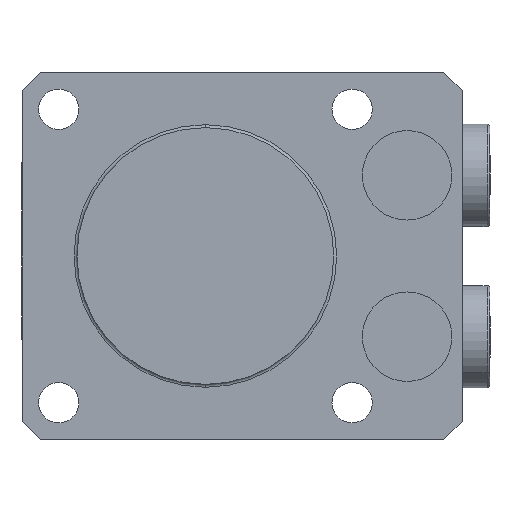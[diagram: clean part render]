
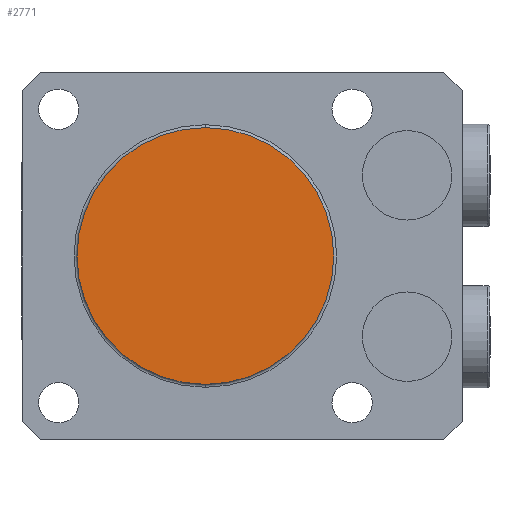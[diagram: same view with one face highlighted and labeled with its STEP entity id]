
A CAD part, front view. The second image highlights one B-rep face of the part: STEP entity #2771.
In plain terms, the highlighted planar face has unit normal (0, -1, 0).
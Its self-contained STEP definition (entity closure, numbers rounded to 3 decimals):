
#2340 = VERTEX_POINT ( 'NONE', #5238 ) ;
#2342 = EDGE_CURVE ( 'NONE', #2343, #2340, #5237, .T. ) ;
#2343 = VERTEX_POINT ( 'NONE', #5232 ) ;
#2685 = EDGE_LOOP ( 'NONE', ( #2686, #2687 ) ) ;
#2686 = ORIENTED_EDGE ( 'NONE', *, *, #2342, .T. ) ;
#2687 = ORIENTED_EDGE ( 'NONE', *, *, #2770, .T. ) ;
#2770 = EDGE_CURVE ( 'NONE', #2340, #2343, #6131, .T. ) ;
#2771 = ADVANCED_FACE ( 'NONE', ( #6127 ), #6126, .T. ) ;
#5232 = CARTESIAN_POINT ( 'NONE',  ( 0., -58., -17.5 ) ) ;
#5233 = DIRECTION ( 'NONE',  ( 0., 0., -1. ) ) ;
#5234 = DIRECTION ( 'NONE',  ( 0., -1., 0. ) ) ;
#5235 = CARTESIAN_POINT ( 'NONE',  ( 0., -58., 0. ) ) ;
#5236 = AXIS2_PLACEMENT_3D ( 'NONE', #5235, #5234, #5233 ) ;
#5237 = CIRCLE ( 'NONE', #5236, 17.5 ) ;
#5238 = CARTESIAN_POINT ( 'NONE',  ( 0., -58., 17.5 ) ) ;
#6101 = CARTESIAN_POINT ( 'NONE',  ( 0., -58., 0. ) ) ;
#6122 = DIRECTION ( 'NONE',  ( 0., 0., -1. ) ) ;
#6123 = DIRECTION ( 'NONE',  ( 0., -1., 0. ) ) ;
#6124 = AXIS2_PLACEMENT_3D ( 'NONE', #6125, #6123, #6122 ) ;
#6125 = CARTESIAN_POINT ( 'NONE',  ( 25., -58., 25. ) ) ;
#6126 = PLANE ( 'NONE',  #6124 ) ;
#6127 = FACE_OUTER_BOUND ( 'NONE', #2685, .T. ) ;
#6128 = DIRECTION ( 'NONE',  ( 0., 0., -1. ) ) ;
#6129 = DIRECTION ( 'NONE',  ( 0., -1., 0. ) ) ;
#6130 = AXIS2_PLACEMENT_3D ( 'NONE', #6101, #6129, #6128 ) ;
#6131 = CIRCLE ( 'NONE', #6130, 17.5 ) ;
